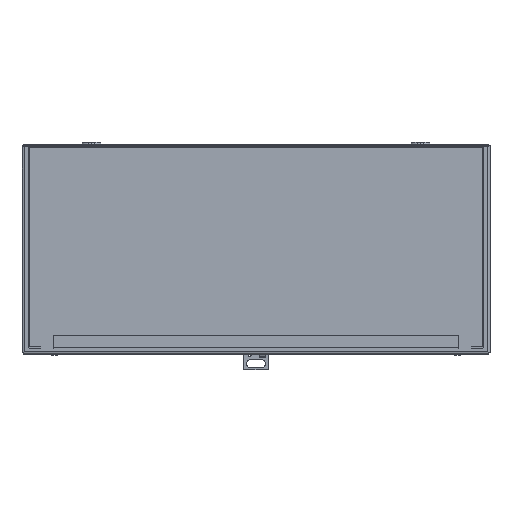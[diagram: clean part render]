
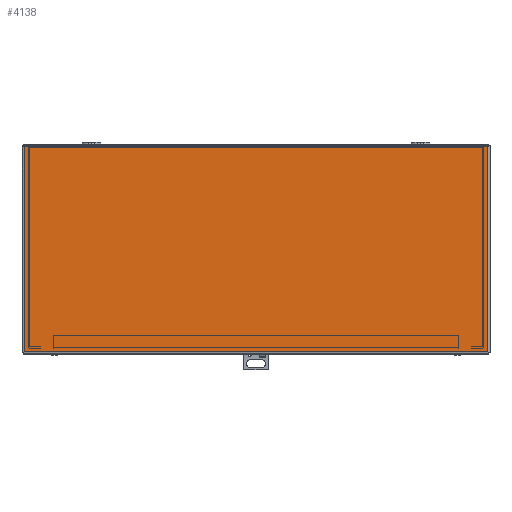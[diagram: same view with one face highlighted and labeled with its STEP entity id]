
A CAD part, top view. The second image highlights one B-rep face of the part: STEP entity #4138.
In plain terms, the highlighted planar face has unit normal (0, 0, 1).
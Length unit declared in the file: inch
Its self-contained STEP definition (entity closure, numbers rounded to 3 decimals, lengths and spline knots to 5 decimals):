
#2507 = DIRECTION ( 'NONE',  ( 0., 1., 0. ) ) ;
#3122 = CARTESIAN_POINT ( 'NONE',  ( 9.1585, -8.135, 9.0285 ) ) ;
#4138 = ADVANCED_FACE ( 'NONE', ( #7490 ), #12269, .T. ) ;
#4726 = DIRECTION ( 'NONE',  ( -1., 0., 0. ) ) ;
#5331 = DIRECTION ( 'NONE',  ( 0., -1., 0. ) ) ;
#5739 = VECTOR ( 'NONE', #9805, 39.37008 ) ;
#5988 = ORIENTED_EDGE ( 'NONE', *, *, #7041, .F. ) ;
#6516 = VECTOR ( 'NONE', #4726, 39.37008 ) ;
#6995 = VERTEX_POINT ( 'NONE', #14896 ) ;
#7041 = EDGE_CURVE ( 'NONE', #12608, #17016, #13205, .T. ) ;
#7375 = LINE ( 'NONE', #17309, #19507 ) ;
#7490 = FACE_OUTER_BOUND ( 'NONE', #19471, .T. ) ;
#7650 = ORIENTED_EDGE ( 'NONE', *, *, #14398, .F. ) ;
#9268 = VECTOR ( 'NONE', #5331, 39.37008 ) ;
#9322 = VERTEX_POINT ( 'NONE', #20437 ) ;
#9603 = AXIS2_PLACEMENT_3D ( 'NONE', #15546, #12580, #18998 ) ;
#9805 = DIRECTION ( 'NONE',  ( 1., 0., 0. ) ) ;
#12269 = PLANE ( 'NONE',  #9603 ) ;
#12580 = DIRECTION ( 'NONE',  ( 0., 0., 1. ) ) ;
#12608 = VERTEX_POINT ( 'NONE', #15765 ) ;
#13205 = LINE ( 'NONE', #19629, #5739 ) ;
#13475 = CARTESIAN_POINT ( 'NONE',  ( 9.1585, -0.029, 9.0285 ) ) ;
#14398 = EDGE_CURVE ( 'NONE', #6995, #9322, #17941, .T. ) ;
#14443 = CARTESIAN_POINT ( 'NONE',  ( 9.1585, -0.029, 9.0285 ) ) ;
#14896 = CARTESIAN_POINT ( 'NONE',  ( 9.1585, -8.135, 9.0285 ) ) ;
#15546 = CARTESIAN_POINT ( 'NONE',  ( 9.1585, -0.029, 9.0285 ) ) ;
#15607 = EDGE_CURVE ( 'NONE', #17016, #6995, #16454, .T. ) ;
#15765 = CARTESIAN_POINT ( 'NONE',  ( -9.1585, -0.029, 9.0285 ) ) ;
#16454 = LINE ( 'NONE', #14443, #9268 ) ;
#16587 = ORIENTED_EDGE ( 'NONE', *, *, #19524, .F. ) ;
#17016 = VERTEX_POINT ( 'NONE', #13475 ) ;
#17309 = CARTESIAN_POINT ( 'NONE',  ( -9.1585, -8.135, 9.0285 ) ) ;
#17433 = ORIENTED_EDGE ( 'NONE', *, *, #15607, .F. ) ;
#17941 = LINE ( 'NONE', #3122, #6516 ) ;
#18998 = DIRECTION ( 'NONE',  ( -1., 0., 0. ) ) ;
#19471 = EDGE_LOOP ( 'NONE', ( #16587, #7650, #17433, #5988 ) ) ;
#19507 = VECTOR ( 'NONE', #2507, 39.37008 ) ;
#19524 = EDGE_CURVE ( 'NONE', #9322, #12608, #7375, .T. ) ;
#19629 = CARTESIAN_POINT ( 'NONE',  ( -9.1585, -0.029, 9.0285 ) ) ;
#20437 = CARTESIAN_POINT ( 'NONE',  ( -9.1585, -8.135, 9.0285 ) ) ;
